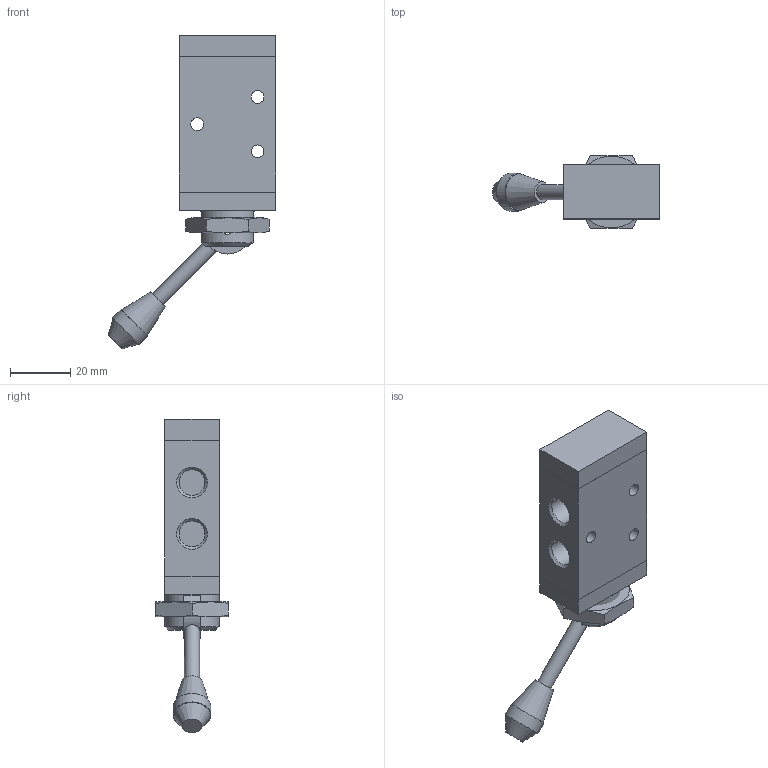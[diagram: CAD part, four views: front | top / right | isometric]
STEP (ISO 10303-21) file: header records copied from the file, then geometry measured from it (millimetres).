
FILE_DESCRIPTION((''),'2;1');
FILE_NAME('228_32_55-1.stp','2006-12-19T11:40:36',('rivolro1'),(''),'Autodesk Inventor 11','Autodesk Inventor 11','');
FILE_SCHEMA(('AUTOMOTIVE_DESIGN { 1 0 10303 214 1 1 1 1 }'));
Length unit declared in the file: millimetre
Products named in the file (4): 228_32_55-1; 228_32_55_(A); 228_32_55_(B); RS_218_057
Assembly tree (3 placements, depth 2):
  228_32_55-1
    228_32_55_(A)
    228_32_55_(B)
    RS_218_057
Bounding box: 55.42 x 24 x 103.92 mm (x, y, z)
Volume: 37578.3 mm3; surface area: 12232.4 mm2
Topology: 3 solids, 3 shells, 67 faces, 152 edges, 100 vertices
Faces by surface type: plane 39, bspline 13, cone 8, cylinder 7
Full cylindrical faces by diameter (mm): 4.25 x3, 5 x1, 12.5 x1, 18 x1
Entity records: 2118 total; most frequent: CARTESIAN_POINT 672, DIRECTION 268, ORIENTED_EDGE 246, EDGE_CURVE 123, EDGE_LOOP 112, AXIS2_PLACEMENT_3D 105, VERTEX_POINT 93, FACE_OUTER_BOUND 67
